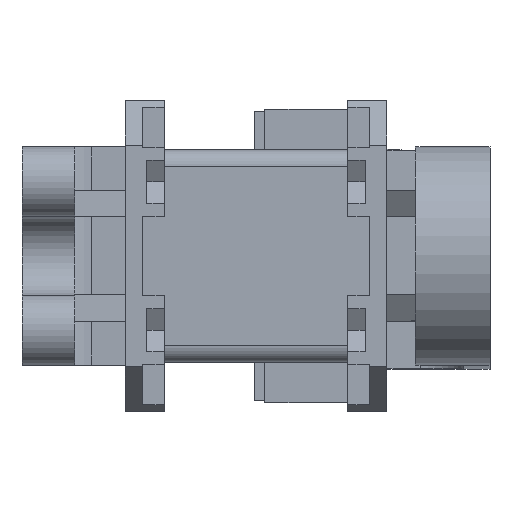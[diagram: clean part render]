
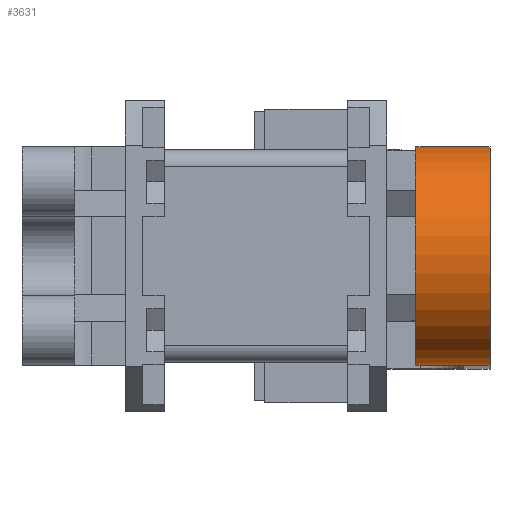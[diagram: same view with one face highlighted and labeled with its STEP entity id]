
A CAD part, front view. The second image highlights one B-rep face of the part: STEP entity #3631.
In plain terms, the highlighted cylindrical face has radius 12.5 mm (diameter 25 mm), a partial arc.
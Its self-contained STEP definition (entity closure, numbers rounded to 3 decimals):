
#419 = DIRECTION ( 'NONE',  ( -1., 0., 0. ) ) ;
#480 = DIRECTION ( 'NONE',  ( 1., 0., 0. ) ) ;
#496 = ORIENTED_EDGE ( 'NONE', *, *, #17475, .F. ) ;
#589 = DIRECTION ( 'NONE',  ( 0., -0.008, -1. ) ) ;
#1028 = CARTESIAN_POINT ( 'NONE',  ( 18.8, -157.542, 12.5 ) ) ;
#2381 = VECTOR ( 'NONE', #15195, 1000. ) ;
#2539 = VECTOR ( 'NONE', #20262, 1000. ) ;
#2779 = LINE ( 'NONE', #5859, #2539 ) ;
#3026 = DIRECTION ( 'NONE',  ( 0., 0.008, 1. ) ) ;
#3631 = ADVANCED_FACE ( 'NONE', ( #15258 ), #7440, .T. ) ;
#4024 = CARTESIAN_POINT ( 'NONE',  ( 26.8, -157.542, 12.5 ) ) ;
#4126 = VERTEX_POINT ( 'NONE', #12078 ) ;
#5119 = ORIENTED_EDGE ( 'NONE', *, *, #5158, .F. ) ;
#5158 = EDGE_CURVE ( 'NONE', #18094, #15731, #18625, .T. ) ;
#5627 = LINE ( 'NONE', #11898, #2381 ) ;
#5859 = CARTESIAN_POINT ( 'NONE',  ( 26.8, -157.734, -12.5 ) ) ;
#5989 = AXIS2_PLACEMENT_3D ( 'NONE', #8027, #419, #9885 ) ;
#6085 = DIRECTION ( 'NONE',  ( -1., 0., 0. ) ) ;
#6092 = VERTEX_POINT ( 'NONE', #1028 ) ;
#6657 = CARTESIAN_POINT ( 'NONE',  ( 26.8, -157.638, 0. ) ) ;
#7230 = CARTESIAN_POINT ( 'NONE',  ( 18.25, -157.542, 12.5 ) ) ;
#7440 = CYLINDRICAL_SURFACE ( 'NONE', #9488, 12.5 ) ;
#7643 = LINE ( 'NONE', #9287, #8078 ) ;
#7969 = VERTEX_POINT ( 'NONE', #7230 ) ;
#8027 = CARTESIAN_POINT ( 'NONE',  ( 18.25, -157.638, 0. ) ) ;
#8031 = VERTEX_POINT ( 'NONE', #10619 ) ;
#8051 = LINE ( 'NONE', #15878, #16475 ) ;
#8078 = VECTOR ( 'NONE', #6085, 1000. ) ;
#8513 = ORIENTED_EDGE ( 'NONE', *, *, #19756, .T. ) ;
#8679 = ORIENTED_EDGE ( 'NONE', *, *, #9126, .F. ) ;
#9126 = EDGE_CURVE ( 'NONE', #8031, #4126, #7643, .T. ) ;
#9287 = CARTESIAN_POINT ( 'NONE',  ( 61.155, -157.734, -12.5 ) ) ;
#9488 = AXIS2_PLACEMENT_3D ( 'NONE', #10631, #15473, #3026 ) ;
#9885 = DIRECTION ( 'NONE',  ( 0., 0.008, 1. ) ) ;
#10619 = CARTESIAN_POINT ( 'NONE',  ( 18.8, -157.734, -12.5 ) ) ;
#10631 = CARTESIAN_POINT ( 'NONE',  ( 61.155, -157.638, 0. ) ) ;
#11331 = ORIENTED_EDGE ( 'NONE', *, *, #18891, .T. ) ;
#11388 = AXIS2_PLACEMENT_3D ( 'NONE', #6657, #480, #589 ) ;
#11898 = CARTESIAN_POINT ( 'NONE',  ( 61.155, -157.542, 12.5 ) ) ;
#12078 = CARTESIAN_POINT ( 'NONE',  ( 18.25, -157.734, -12.5 ) ) ;
#12398 = EDGE_CURVE ( 'NONE', #15731, #8031, #2779, .T. ) ;
#14193 = CIRCLE ( 'NONE', #5989, 12.5 ) ;
#15195 = DIRECTION ( 'NONE',  ( -1., 0., 0. ) ) ;
#15258 = FACE_OUTER_BOUND ( 'NONE', #17340, .T. ) ;
#15473 = DIRECTION ( 'NONE',  ( -1., 0., 0. ) ) ;
#15731 = VERTEX_POINT ( 'NONE', #18030 ) ;
#15878 = CARTESIAN_POINT ( 'NONE',  ( 26.8, -157.542, 12.5 ) ) ;
#16080 = DIRECTION ( 'NONE',  ( -1., 0., 0. ) ) ;
#16475 = VECTOR ( 'NONE', #16080, 1000. ) ;
#17340 = EDGE_LOOP ( 'NONE', ( #8679, #19295, #5119, #11331, #8513, #496 ) ) ;
#17475 = EDGE_CURVE ( 'NONE', #4126, #7969, #14193, .T. ) ;
#18030 = CARTESIAN_POINT ( 'NONE',  ( 26.8, -157.734, -12.5 ) ) ;
#18094 = VERTEX_POINT ( 'NONE', #4024 ) ;
#18625 = CIRCLE ( 'NONE', #11388, 12.5 ) ;
#18891 = EDGE_CURVE ( 'NONE', #18094, #6092, #8051, .T. ) ;
#19295 = ORIENTED_EDGE ( 'NONE', *, *, #12398, .F. ) ;
#19756 = EDGE_CURVE ( 'NONE', #6092, #7969, #5627, .T. ) ;
#20262 = DIRECTION ( 'NONE',  ( -1., 0., 0. ) ) ;
